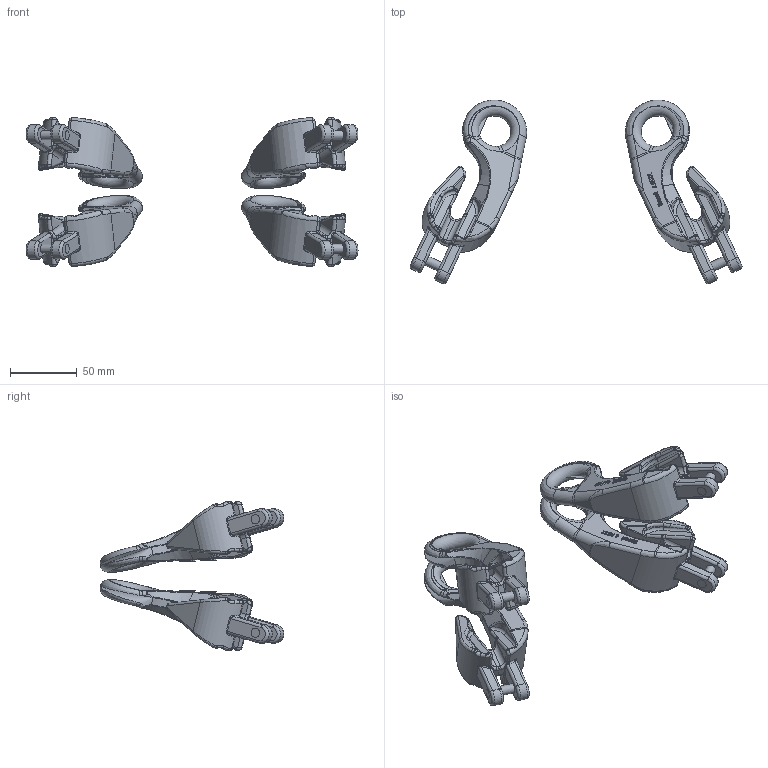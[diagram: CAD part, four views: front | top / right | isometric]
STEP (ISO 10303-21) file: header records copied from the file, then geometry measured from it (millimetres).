
FILE_DESCRIPTION(/* description */ (''),/* implementation_level */ '2;1');
FILE_NAME(/* name */ 'pewag_VXKW_4-7',/* time_stamp */ '2010-03-03T11:30:35+01:00',/* author */ (''),/* organization */ (''),/* preprocessor_version */ 'ST-DEVELOPER v9',/* originating_system */ 'UGS - NX 4.0',/* authorisation */ '');
FILE_SCHEMA (('AUTOMOTIVE_DESIGN { 1 0 10303 214 1 1 1 1 }'));
Length unit declared in the file: millimetre
Products named in the file (1): rit7E48oz01
Bounding box: 249.09 x 137.89 x 112.16 mm (x, y, z)
Volume: 350838 mm3; surface area: 82228.7 mm2
Topology: 8 solids, 8 shells, 1848 faces, 4596 edges, 2768 vertices
Faces by surface type: plane 520, bspline 464, cylinder 380, extrusion 304, torus 116, sphere 48, cone 16
Full cylindrical faces by diameter (mm): 7 x12
Entity records: 67652 total; most frequent: CARTESIAN_POINT 28561, ORIENTED_EDGE 9088, DIRECTION 6618, EDGE_CURVE 4544, VERTEX_POINT 2768, AXIS2_PLACEMENT_3D 2529, B_SPLINE_CURVE_WITH_KNOTS 2100, EDGE_LOOP 1928
